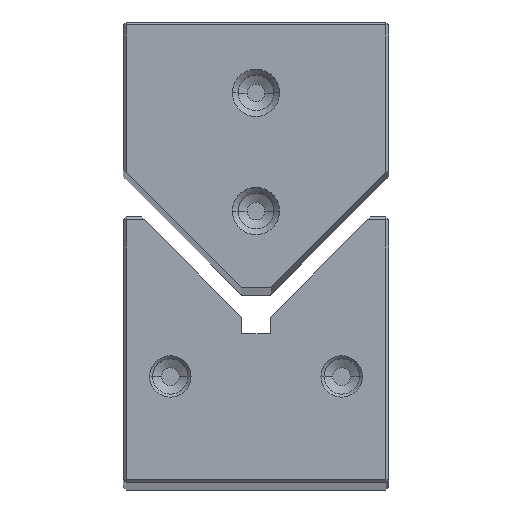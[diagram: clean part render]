
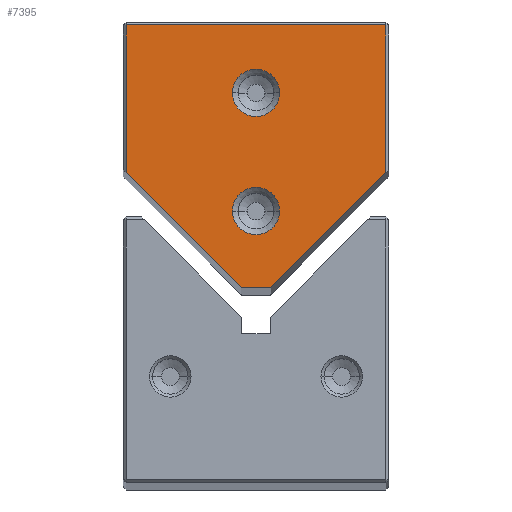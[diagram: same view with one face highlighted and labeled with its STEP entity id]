
A CAD part, top view. The second image highlights one B-rep face of the part: STEP entity #7395.
In plain terms, the highlighted planar face has unit normal (0, 0, 1).
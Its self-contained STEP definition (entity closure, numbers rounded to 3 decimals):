
#1060 = CARTESIAN_POINT ( 'NONE',  ( 22., 30.5, 0. ) ) ;
#1061 = DIRECTION ( 'NONE',  ( 0., 1., 0. ) ) ;
#1062 = CARTESIAN_POINT ( 'NONE',  ( 0., 46., 0. ) ) ;
#1063 = DIRECTION ( 'NONE',  ( 0., 0., -1. ) ) ;
#1064 = DIRECTION ( 'NONE',  ( 1., 0., 0. ) ) ;
#1065 = CARTESIAN_POINT ( 'NONE',  ( 0., 66., 0. ) ) ;
#1066 = DIRECTION ( 'NONE',  ( 0., 0., -1. ) ) ;
#1067 = DIRECTION ( 'NONE',  ( 1., 0., 0. ) ) ;
#1068 = CARTESIAN_POINT ( 'NONE',  ( 0., 77.5, 0. ) ) ;
#1069 = DIRECTION ( 'NONE',  ( -1., 0., 0. ) ) ;
#1070 = CARTESIAN_POINT ( 'NONE',  ( -22., 30.5, 0. ) ) ;
#1071 = DIRECTION ( 'NONE',  ( 0., -1., 0. ) ) ;
#1812 = EDGE_LOOP ( 'NONE', ( #11397, #11398 ) ) ;
#1814 = EDGE_LOOP ( 'NONE', ( #11399, #11400, #11401, #11402, #11403, #11404 ) ) ;
#1821 = EDGE_LOOP ( 'NONE', ( #11395, #11396 ) ) ;
#2205 = VERTEX_POINT ( 'NONE', #6085 ) ;
#2208 = VERTEX_POINT ( 'NONE', #6098 ) ;
#2209 = VERTEX_POINT ( 'NONE', #6100 ) ;
#2210 = VERTEX_POINT ( 'NONE', #6102 ) ;
#2249 = VERTEX_POINT ( 'NONE', #3864 ) ;
#2992 = EDGE_CURVE ( 'NONE', #3681, #3670, #13229, .T. ) ;
#2994 = EDGE_CURVE ( 'NONE', #15320, #15327, #13232, .T. ) ;
#3133 = EDGE_CURVE ( 'NONE', #2249, #2208, #9651, .T. ) ;
#3135 = EDGE_CURVE ( 'NONE', #2210, #2249, #9655, .T. ) ;
#3139 = EDGE_CURVE ( 'NONE', #2209, #2210, #9663, .T. ) ;
#3209 = AXIS2_PLACEMENT_3D ( 'NONE', #12147, #12148, #12149 ) ;
#3211 = AXIS2_PLACEMENT_3D ( 'NONE', #12153, #12154, #12155 ) ;
#3425 = FACE_BOUND ( 'NONE', #1821, .T. ) ;
#3426 = FACE_OUTER_BOUND ( 'NONE', #1814, .T. ) ;
#3429 = FACE_BOUND ( 'NONE', #1812, .T. ) ;
#3670 = VERTEX_POINT ( 'NONE', #12779 ) ;
#3681 = VERTEX_POINT ( 'NONE', #12790 ) ;
#3864 = CARTESIAN_POINT ( 'NONE',  ( 2.5, 33., 0. ) ) ;
#4600 = CIRCLE ( 'NONE', #6691, 4. ) ;
#4601 = CIRCLE ( 'NONE', #6693, 4. ) ;
#4602 = LINE ( 'NONE', #1060, #4604 ) ;
#4603 = LINE ( 'NONE', #1068, #4606 ) ;
#4604 = VECTOR ( 'NONE', #1061, 1000. ) ;
#4605 = LINE ( 'NONE', #1070, #4608 ) ;
#4606 = VECTOR ( 'NONE', #1069, 1000. ) ;
#4608 = VECTOR ( 'NONE', #1071, 1000. ) ;
#6085 = CARTESIAN_POINT ( 'NONE',  ( 22., 77.5, 0. ) ) ;
#6098 = CARTESIAN_POINT ( 'NONE',  ( 22., 52.5, 0. ) ) ;
#6100 = CARTESIAN_POINT ( 'NONE',  ( -22., 52.5, 0. ) ) ;
#6102 = CARTESIAN_POINT ( 'NONE',  ( -2.5, 33., 0. ) ) ;
#6640 = EDGE_CURVE ( 'NONE', #3670, #3681, #4600, .T. ) ;
#6642 = EDGE_CURVE ( 'NONE', #15327, #15320, #4601, .T. ) ;
#6644 = EDGE_CURVE ( 'NONE', #2208, #2205, #4602, .T. ) ;
#6646 = EDGE_CURVE ( 'NONE', #2205, #12939, #4603, .T. ) ;
#6648 = EDGE_CURVE ( 'NONE', #12939, #2209, #4605, .T. ) ;
#6691 = AXIS2_PLACEMENT_3D ( 'NONE', #1062, #1063, #1064 ) ;
#6693 = AXIS2_PLACEMENT_3D ( 'NONE', #1065, #1066, #1067 ) ;
#6868 = AXIS2_PLACEMENT_3D ( 'NONE', #10709, #10704, #10711 ) ;
#7395 = ADVANCED_FACE ( 'NONE', ( #3425, #3429, #3426 ), #10710, .T. ) ;
#9319 = CARTESIAN_POINT ( 'NONE',  ( -22., 77.5, 0. ) ) ;
#9651 = LINE ( 'NONE', #12642, #9654 ) ;
#9654 = VECTOR ( 'NONE', #12643, 1000. ) ;
#9655 = LINE ( 'NONE', #12645, #9658 ) ;
#9658 = VECTOR ( 'NONE', #12646, 1000. ) ;
#9663 = LINE ( 'NONE', #12652, #9666 ) ;
#9666 = VECTOR ( 'NONE', #12653, 1000. ) ;
#10704 = DIRECTION ( 'NONE',  ( 0., 0., 1. ) ) ;
#10709 = CARTESIAN_POINT ( 'NONE',  ( 0., 30.5, 0. ) ) ;
#10710 = PLANE ( 'NONE',  #6868 ) ;
#10711 = DIRECTION ( 'NONE',  ( 1., 0., 0. ) ) ;
#11395 = ORIENTED_EDGE ( 'NONE', *, *, #2992, .T. ) ;
#11396 = ORIENTED_EDGE ( 'NONE', *, *, #6640, .T. ) ;
#11397 = ORIENTED_EDGE ( 'NONE', *, *, #2994, .T. ) ;
#11398 = ORIENTED_EDGE ( 'NONE', *, *, #6642, .T. ) ;
#11399 = ORIENTED_EDGE ( 'NONE', *, *, #3133, .T. ) ;
#11400 = ORIENTED_EDGE ( 'NONE', *, *, #6644, .T. ) ;
#11401 = ORIENTED_EDGE ( 'NONE', *, *, #6646, .T. ) ;
#11402 = ORIENTED_EDGE ( 'NONE', *, *, #6648, .T. ) ;
#11403 = ORIENTED_EDGE ( 'NONE', *, *, #3139, .T. ) ;
#11404 = ORIENTED_EDGE ( 'NONE', *, *, #3135, .T. ) ;
#12147 = CARTESIAN_POINT ( 'NONE',  ( 0., 46., 0. ) ) ;
#12148 = DIRECTION ( 'NONE',  ( 0., 0., -1. ) ) ;
#12149 = DIRECTION ( 'NONE',  ( 1., 0., 0. ) ) ;
#12153 = CARTESIAN_POINT ( 'NONE',  ( 0., 66., 0. ) ) ;
#12154 = DIRECTION ( 'NONE',  ( 0., 0., -1. ) ) ;
#12155 = DIRECTION ( 'NONE',  ( 1., 0., 0. ) ) ;
#12642 = CARTESIAN_POINT ( 'NONE',  ( 2.5, 33., 0. ) ) ;
#12643 = DIRECTION ( 'NONE',  ( 0.707, 0.707, 0. ) ) ;
#12645 = CARTESIAN_POINT ( 'NONE',  ( -2.5, 33., 0. ) ) ;
#12646 = DIRECTION ( 'NONE',  ( 1., 0., 0. ) ) ;
#12652 = CARTESIAN_POINT ( 'NONE',  ( -2.5, 33., 0. ) ) ;
#12653 = DIRECTION ( 'NONE',  ( 0.707, -0.707, 0. ) ) ;
#12779 = CARTESIAN_POINT ( 'NONE',  ( -4., 46., 0. ) ) ;
#12790 = CARTESIAN_POINT ( 'NONE',  ( 4., 46., 0. ) ) ;
#12939 = VERTEX_POINT ( 'NONE', #9319 ) ;
#13229 = CIRCLE ( 'NONE', #3209, 4. ) ;
#13232 = CIRCLE ( 'NONE', #3211, 4. ) ;
#14548 = CARTESIAN_POINT ( 'NONE',  ( 4., 66., 0. ) ) ;
#14560 = CARTESIAN_POINT ( 'NONE',  ( -4., 66., 0. ) ) ;
#15320 = VERTEX_POINT ( 'NONE', #14548 ) ;
#15327 = VERTEX_POINT ( 'NONE', #14560 ) ;
